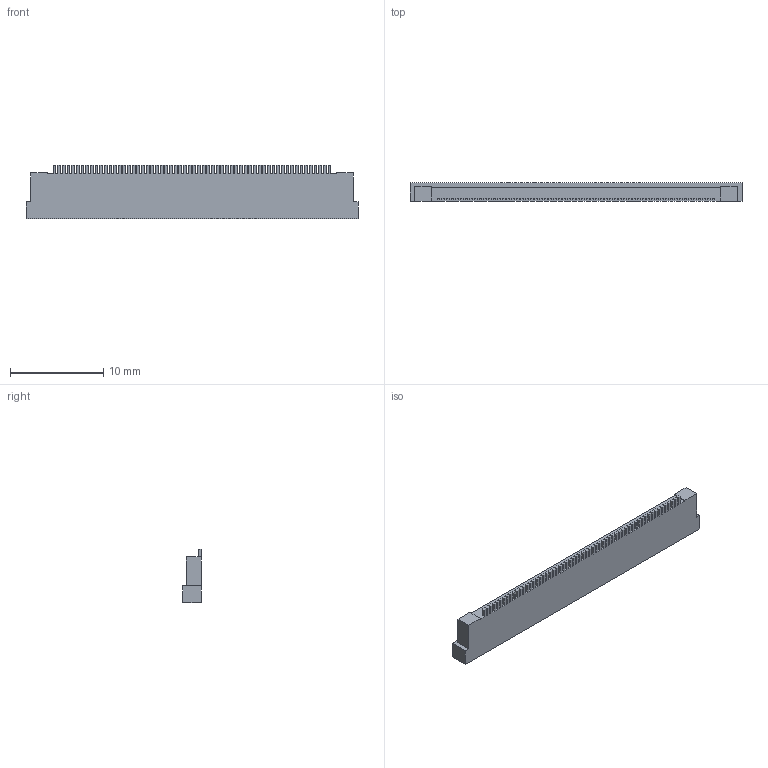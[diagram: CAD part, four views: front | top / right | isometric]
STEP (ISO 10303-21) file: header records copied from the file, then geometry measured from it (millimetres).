
FILE_DESCRIPTION(/* description */ (''),/* implementation_level */ '2;1');
FILE_NAME(/* name */ '5pitch_60pin.stp',/* time_stamp */ '2022-06-27T15:08:50+09:00',/* author */ ('OFFLINE_PC2'),/* organization */ (''),/* preprocessor_version */ 'ST-DEVELOPER v18',/* originating_system */ 'Autodesk Inventor 2020',/* authorisation */ '');
FILE_SCHEMA (('CONFIG_CONTROL_DESIGN'));
Length unit declared in the file: millimetre
Products named in the file (1): 5pitch_60pin
Bounding box: 35.6 x 2 x 5.7 mm (x, y, z)
Volume: 290.4 mm3; surface area: 561.7 mm2
Topology: 1 solids, 1 shells, 256 faces, 762 edges, 508 vertices
Faces by surface type: plane 256
Entity records: 8479 total; most frequent: CARTESIAN_POINT 1527, ORIENTED_EDGE 1524, DIRECTION 1276, LINE 762, VECTOR 762, EDGE_CURVE 762, VERTEX_POINT 508, AXIS2_PLACEMENT_3D 257
